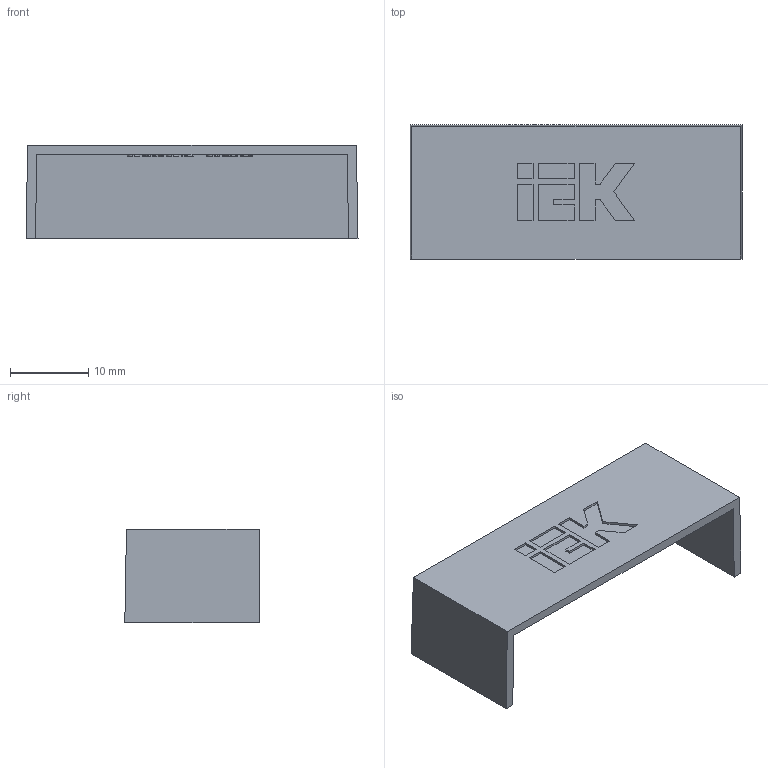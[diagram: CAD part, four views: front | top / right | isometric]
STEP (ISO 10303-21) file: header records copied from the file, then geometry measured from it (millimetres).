
FILE_DESCRIPTION (( 'STEP AP214' ), '1' );
FILE_NAME ('CKMP10D-Z-040-016-K01 Çàãëóøêà êàáåëüíîé òðàññû ÊÌÇ 40õ16 (4 øò._êîìï.).STEP', '2016-06-21T07:25:15', ( '' ), ( '' ), 'SwSTEP 2.0', 'SolidWorks 2014', '' );
FILE_SCHEMA (( 'AUTOMOTIVE_DESIGN' ));
Length unit declared in the file: millimetre
Products named in the file (1): CKMP10D-Z-040-016-K01 Çàãëóøêà êàáåëüíîé òðàññû ÊÌÇ 40õ16 (4 øò._êîìï.)
Bounding box: 42.5 x 17.2 x 12 mm (x, y, z)
Volume: 1801.4 mm3; surface area: 3259.7 mm2
Topology: 1 solids, 1 shells, 244 faces, 681 edges, 454 vertices
Faces by surface type: plane 140, bspline 104
Entity records: 10601 total; most frequent: CARTESIAN_POINT 4988, ORIENTED_EDGE 1362, DIRECTION 755, EDGE_CURVE 681, VECTOR 473, LINE 473, VERTEX_POINT 454, EDGE_LOOP 259
